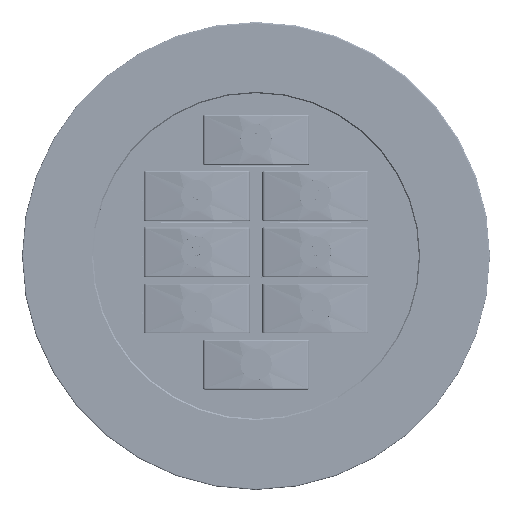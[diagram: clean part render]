
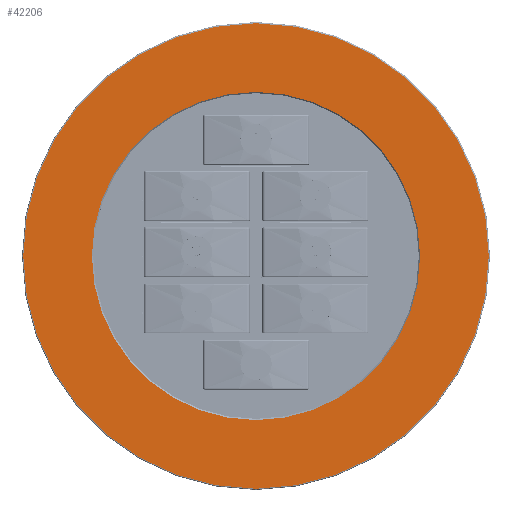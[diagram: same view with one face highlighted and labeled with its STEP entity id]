
A CAD part, top view. The second image highlights one B-rep face of the part: STEP entity #42206.
In plain terms, the highlighted planar face has unit normal (0, 0, 1).
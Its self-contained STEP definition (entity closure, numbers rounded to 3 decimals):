
#267 = EDGE_CURVE ( 'NONE', #1460, #1460, #47057, .T. ) ;
#1460 = VERTEX_POINT ( 'NONE', #29375 ) ;
#1911 = CIRCLE ( 'NONE', #6753, 26.3 ) ;
#3573 = FACE_BOUND ( 'NONE', #43301, .T. ) ;
#5655 = DIRECTION ( 'NONE',  ( -1., 0., 0. ) ) ;
#6753 = AXIS2_PLACEMENT_3D ( 'NONE', #25717, #13030, #5655 ) ;
#7358 = PLANE ( 'NONE',  #15648 ) ;
#7823 = CARTESIAN_POINT ( 'NONE',  ( 0., 0., 0. ) ) ;
#9135 = ORIENTED_EDGE ( 'NONE', *, *, #267, .T. ) ;
#13030 = DIRECTION ( 'NONE',  ( 0., 0., -1. ) ) ;
#14513 = FACE_OUTER_BOUND ( 'NONE', #19761, .T. ) ;
#15208 = DIRECTION ( 'NONE',  ( -1., 0., 0. ) ) ;
#15648 = AXIS2_PLACEMENT_3D ( 'NONE', #19052, #24136, #16521 ) ;
#15658 = EDGE_CURVE ( 'NONE', #45566, #45566, #1911, .T. ) ;
#16521 = DIRECTION ( 'NONE',  ( -1., 0., 0. ) ) ;
#19052 = CARTESIAN_POINT ( 'NONE',  ( 0., 0., 0. ) ) ;
#19761 = EDGE_LOOP ( 'NONE', ( #9135 ) ) ;
#24136 = DIRECTION ( 'NONE',  ( 0., 0., -1. ) ) ;
#25717 = CARTESIAN_POINT ( 'NONE',  ( 0., 0., 0. ) ) ;
#26561 = CARTESIAN_POINT ( 'NONE',  ( -26.3, 0., 0. ) ) ;
#27028 = ORIENTED_EDGE ( 'NONE', *, *, #15658, .T. ) ;
#29375 = CARTESIAN_POINT ( 'NONE',  ( -37.3, 0., 0. ) ) ;
#34121 = AXIS2_PLACEMENT_3D ( 'NONE', #7823, #45900, #15208 ) ;
#42206 = ADVANCED_FACE ( 'NONE', ( #3573, #14513 ), #7358, .F. ) ;
#43301 = EDGE_LOOP ( 'NONE', ( #27028 ) ) ;
#45566 = VERTEX_POINT ( 'NONE', #26561 ) ;
#45900 = DIRECTION ( 'NONE',  ( 0., 0., 1. ) ) ;
#47057 = CIRCLE ( 'NONE', #34121, 37.3 ) ;
